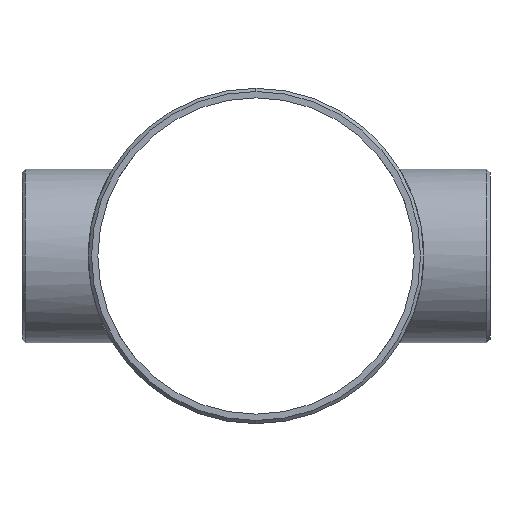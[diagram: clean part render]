
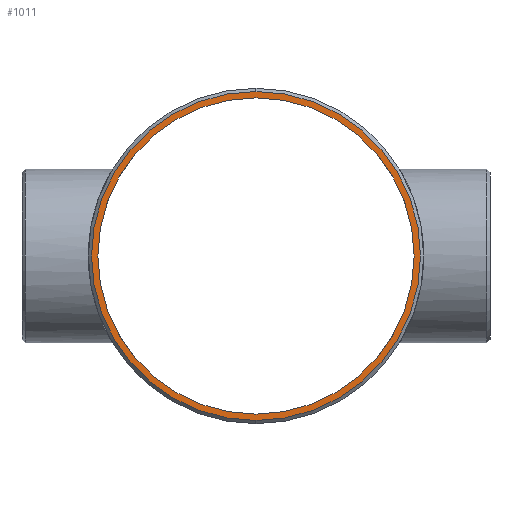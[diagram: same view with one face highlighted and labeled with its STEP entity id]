
A CAD part, left-side view. The second image highlights one B-rep face of the part: STEP entity #1011.
In plain terms, the highlighted planar face has unit normal (-1, 0, 0).
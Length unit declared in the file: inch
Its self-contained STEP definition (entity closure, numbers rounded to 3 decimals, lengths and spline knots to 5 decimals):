
#66 = AXIS2_PLACEMENT_3D ( 'NONE', #1014, #831, #86 ) ;
#74 = DIRECTION ( 'NONE',  ( 1., 0., 0. ) ) ;
#86 = DIRECTION ( 'NONE',  ( 0., 0., 1. ) ) ;
#97 = EDGE_CURVE ( 'NONE', #508, #294, #921, .T. ) ;
#150 = DIRECTION ( 'NONE',  ( 1., 0., 0. ) ) ;
#168 = CARTESIAN_POINT ( 'NONE',  ( -8.5, 0., 5.068 ) ) ;
#249 = DIRECTION ( 'NONE',  ( 0., 0., 1. ) ) ;
#258 = ORIENTED_EDGE ( 'NONE', *, *, #97, .T. ) ;
#264 = ORIENTED_EDGE ( 'NONE', *, *, #699, .T. ) ;
#277 = AXIS2_PLACEMENT_3D ( 'NONE', #689, #74, #1114 ) ;
#294 = VERTEX_POINT ( 'NONE', #1082 ) ;
#303 = EDGE_LOOP ( 'NONE', ( #264, #980 ) ) ;
#401 = CIRCLE ( 'NONE', #451, 5.068 ) ;
#409 = FACE_BOUND ( 'NONE', #303, .T. ) ;
#451 = AXIS2_PLACEMENT_3D ( 'NONE', #1167, #150, #550 ) ;
#479 = EDGE_CURVE ( 'NONE', #294, #508, #705, .T. ) ;
#494 = FACE_OUTER_BOUND ( 'NONE', #789, .T. ) ;
#508 = VERTEX_POINT ( 'NONE', #1266 ) ;
#514 = DIRECTION ( 'NONE',  ( -1., 0., 0. ) ) ;
#550 = DIRECTION ( 'NONE',  ( 0., 0., 1. ) ) ;
#551 = EDGE_CURVE ( 'NONE', #952, #686, #401, .T. ) ;
#597 = AXIS2_PLACEMENT_3D ( 'NONE', #1234, #514, #935 ) ;
#686 = VERTEX_POINT ( 'NONE', #168 ) ;
#689 = CARTESIAN_POINT ( 'NONE',  ( -8.5, 0., 0. ) ) ;
#699 = EDGE_CURVE ( 'NONE', #686, #952, #1205, .T. ) ;
#705 = CIRCLE ( 'NONE', #1294, 5.27267 ) ;
#752 = CARTESIAN_POINT ( 'NONE',  ( -8.5, 0., -5.068 ) ) ;
#789 = EDGE_LOOP ( 'NONE', ( #258, #926 ) ) ;
#831 = DIRECTION ( 'NONE',  ( -1., 0., 0. ) ) ;
#921 = CIRCLE ( 'NONE', #66, 5.27267 ) ;
#925 = PLANE ( 'NONE',  #597 ) ;
#926 = ORIENTED_EDGE ( 'NONE', *, *, #479, .T. ) ;
#935 = DIRECTION ( 'NONE',  ( 0., 0., -1. ) ) ;
#952 = VERTEX_POINT ( 'NONE', #752 ) ;
#980 = ORIENTED_EDGE ( 'NONE', *, *, #551, .T. ) ;
#1011 = ADVANCED_FACE ( 'NONE', ( #494, #409 ), #925, .T. ) ;
#1014 = CARTESIAN_POINT ( 'NONE',  ( -8.5, 0., 0. ) ) ;
#1073 = CARTESIAN_POINT ( 'NONE',  ( -8.5, 0., 0. ) ) ;
#1082 = CARTESIAN_POINT ( 'NONE',  ( -8.5, 0., 5.27267 ) ) ;
#1114 = DIRECTION ( 'NONE',  ( 0., 0., 1. ) ) ;
#1167 = CARTESIAN_POINT ( 'NONE',  ( -8.5, 0., 0. ) ) ;
#1174 = DIRECTION ( 'NONE',  ( -1., 0., 0. ) ) ;
#1205 = CIRCLE ( 'NONE', #277, 5.068 ) ;
#1234 = CARTESIAN_POINT ( 'NONE',  ( -8.5, 0., 0. ) ) ;
#1266 = CARTESIAN_POINT ( 'NONE',  ( -8.5, 0., -5.27267 ) ) ;
#1294 = AXIS2_PLACEMENT_3D ( 'NONE', #1073, #1174, #249 ) ;
